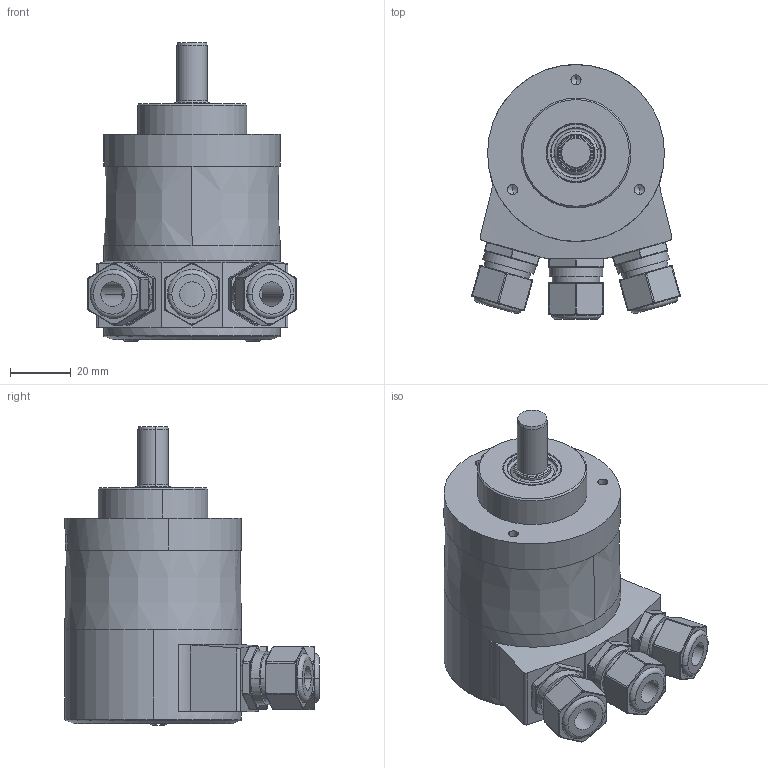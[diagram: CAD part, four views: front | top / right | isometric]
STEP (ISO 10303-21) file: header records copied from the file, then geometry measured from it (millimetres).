
FILE_DESCRIPTION((''),'2;1');
FILE_NAME('809645','2011-10-14T',('se2930'),(''),'PRO/ENGINEER BY PARAMETRIC TECHNOLOGY CORPORATION, 2010180','PRO/ENGINEER BY PARAMETRIC TECHNOLOGY CORPORATION, 2010180','');
FILE_SCHEMA(('CONFIG_CONTROL_DESIGN','SHAPE_APPEARANCE_LAYERS_GROUPS'));
Length unit declared in the file: millimetre
Products named in the file (1): 809645
Bounding box: 68.52 x 83.5 x 98 mm (x, y, z)
Volume: 194793.5 mm3; surface area: 40459.1 mm2
Topology: 1 solids, 3 shells, 645 faces, 1501 edges, 898 vertices
Faces by surface type: cylinder 229, plane 132, bspline 120, sphere 72, cone 56, torus 36
Entity records: 22336 total; most frequent: CARTESIAN_POINT 8318, ORIENTED_EDGE 2986, DIRECTION 2755, EDGE_CURVE 1493, AXIS2_PLACEMENT_3D 1136, VERTEX_POINT 898, EDGE_LOOP 701, FACE_OUTER_BOUND 645
